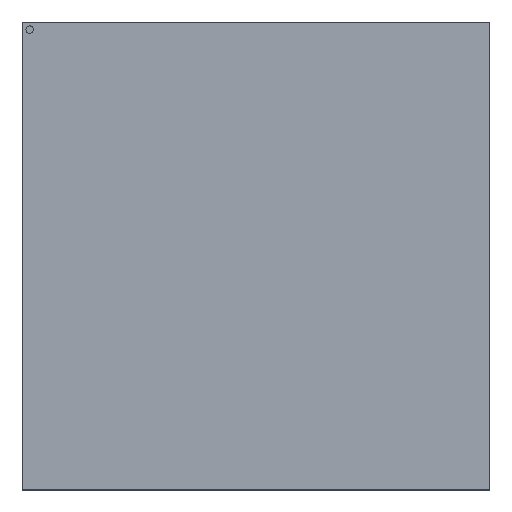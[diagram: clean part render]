
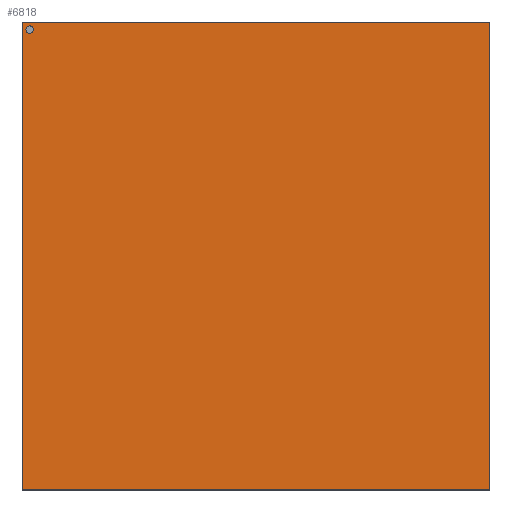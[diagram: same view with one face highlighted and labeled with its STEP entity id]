
A CAD part, top view. The second image highlights one B-rep face of the part: STEP entity #6818.
In plain terms, the highlighted planar face has unit normal (0, 0, 1).
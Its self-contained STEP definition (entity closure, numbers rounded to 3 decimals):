
#101 = PLANE('',#102);
#102 = AXIS2_PLACEMENT_3D('',#103,#104,#105);
#103 = CARTESIAN_POINT('',(-9.5,9.5,0.15));
#104 = DIRECTION('',(0.,-1.,0.));
#105 = DIRECTION('',(0.,0.,1.));
#129 = PLANE('',#130);
#130 = AXIS2_PLACEMENT_3D('',#131,#132,#133);
#131 = CARTESIAN_POINT('',(-9.5,9.5,0.15));
#132 = DIRECTION('',(1.,0.,0.));
#133 = DIRECTION('',(0.,0.,1.));
#157 = PLANE('',#158);
#158 = AXIS2_PLACEMENT_3D('',#159,#160,#161);
#159 = CARTESIAN_POINT('',(-9.5,-9.5,0.15));
#160 = DIRECTION('',(0.,-1.,0.));
#161 = DIRECTION('',(0.,0.,1.));
#183 = PLANE('',#184);
#184 = AXIS2_PLACEMENT_3D('',#185,#186,#187);
#185 = CARTESIAN_POINT('',(9.5,9.5,0.15));
#186 = DIRECTION('',(1.,0.,0.));
#187 = DIRECTION('',(0.,0.,1.));
#3519 = VERTEX_POINT('',#3520);
#3520 = CARTESIAN_POINT('',(-9.5,9.5,1.1));
#3543 = VERTEX_POINT('',#3544);
#3544 = CARTESIAN_POINT('',(9.5,9.5,1.1));
#3565 = EDGE_CURVE('',#3519,#3543,#3566,.T.);
#3566 = SURFACE_CURVE('',#3567,(#3571,#3578),.PCURVE_S1.);
#3567 = LINE('',#3568,#3569);
#3568 = CARTESIAN_POINT('',(-9.5,9.5,1.1));
#3569 = VECTOR('',#3570,1.);
#3570 = DIRECTION('',(1.,0.,0.));
#3571 = PCURVE('',#101,#3572);
#3572 = DEFINITIONAL_REPRESENTATION('',(#3573),#3577);
#3573 = LINE('',#3574,#3575);
#3574 = CARTESIAN_POINT('',(0.95,0.));
#3575 = VECTOR('',#3576,1.);
#3576 = DIRECTION('',(0.,-1.));
#3577 = ( GEOMETRIC_REPRESENTATION_CONTEXT(2)
PARAMETRIC_REPRESENTATION_CONTEXT() REPRESENTATION_CONTEXT('2D SPACE',''
) );
#3578 = PCURVE('',#3579,#3584);
#3579 = PLANE('',#3580);
#3580 = AXIS2_PLACEMENT_3D('',#3581,#3582,#3583);
#3581 = CARTESIAN_POINT('',(-9.5,9.5,1.1));
#3582 = DIRECTION('',(0.,0.,1.));
#3583 = DIRECTION('',(0.,-1.,0.));
#3584 = DEFINITIONAL_REPRESENTATION('',(#3585),#3589);
#3585 = LINE('',#3586,#3587);
#3586 = CARTESIAN_POINT('',(0.,0.));
#3587 = VECTOR('',#3588,1.);
#3588 = DIRECTION('',(0.,1.));
#3589 = ( GEOMETRIC_REPRESENTATION_CONTEXT(2)
PARAMETRIC_REPRESENTATION_CONTEXT() REPRESENTATION_CONTEXT('2D SPACE',''
) );
#3596 = EDGE_CURVE('',#3543,#3597,#3599,.T.);
#3597 = VERTEX_POINT('',#3598);
#3598 = CARTESIAN_POINT('',(9.5,-9.5,1.1));
#3599 = SURFACE_CURVE('',#3600,(#3604,#3611),.PCURVE_S1.);
#3600 = LINE('',#3601,#3602);
#3601 = CARTESIAN_POINT('',(9.5,9.5,1.1));
#3602 = VECTOR('',#3603,1.);
#3603 = DIRECTION('',(0.,-1.,0.));
#3604 = PCURVE('',#183,#3605);
#3605 = DEFINITIONAL_REPRESENTATION('',(#3606),#3610);
#3606 = LINE('',#3607,#3608);
#3607 = CARTESIAN_POINT('',(0.95,0.));
#3608 = VECTOR('',#3609,1.);
#3609 = DIRECTION('',(0.,1.));
#3610 = ( GEOMETRIC_REPRESENTATION_CONTEXT(2)
PARAMETRIC_REPRESENTATION_CONTEXT() REPRESENTATION_CONTEXT('2D SPACE',''
) );
#3611 = PCURVE('',#3579,#3612);
#3612 = DEFINITIONAL_REPRESENTATION('',(#3613),#3617);
#3613 = LINE('',#3614,#3615);
#3614 = CARTESIAN_POINT('',(0.,19.));
#3615 = VECTOR('',#3616,1.);
#3616 = DIRECTION('',(1.,0.));
#3617 = ( GEOMETRIC_REPRESENTATION_CONTEXT(2)
PARAMETRIC_REPRESENTATION_CONTEXT() REPRESENTATION_CONTEXT('2D SPACE',''
) );
#3645 = EDGE_CURVE('',#3519,#3646,#3648,.T.);
#3646 = VERTEX_POINT('',#3647);
#3647 = CARTESIAN_POINT('',(-9.5,-9.5,1.1));
#3648 = SURFACE_CURVE('',#3649,(#3653,#3660),.PCURVE_S1.);
#3649 = LINE('',#3650,#3651);
#3650 = CARTESIAN_POINT('',(-9.5,9.5,1.1));
#3651 = VECTOR('',#3652,1.);
#3652 = DIRECTION('',(0.,-1.,0.));
#3653 = PCURVE('',#129,#3654);
#3654 = DEFINITIONAL_REPRESENTATION('',(#3655),#3659);
#3655 = LINE('',#3656,#3657);
#3656 = CARTESIAN_POINT('',(0.95,0.));
#3657 = VECTOR('',#3658,1.);
#3658 = DIRECTION('',(0.,1.));
#3659 = ( GEOMETRIC_REPRESENTATION_CONTEXT(2)
PARAMETRIC_REPRESENTATION_CONTEXT() REPRESENTATION_CONTEXT('2D SPACE',''
) );
#3660 = PCURVE('',#3579,#3661);
#3661 = DEFINITIONAL_REPRESENTATION('',(#3662),#3666);
#3662 = LINE('',#3663,#3664);
#3663 = CARTESIAN_POINT('',(0.,0.));
#3664 = VECTOR('',#3665,1.);
#3665 = DIRECTION('',(1.,0.));
#3666 = ( GEOMETRIC_REPRESENTATION_CONTEXT(2)
PARAMETRIC_REPRESENTATION_CONTEXT() REPRESENTATION_CONTEXT('2D SPACE',''
) );
#3695 = EDGE_CURVE('',#3646,#3597,#3696,.T.);
#3696 = SURFACE_CURVE('',#3697,(#3701,#3708),.PCURVE_S1.);
#3697 = LINE('',#3698,#3699);
#3698 = CARTESIAN_POINT('',(-9.5,-9.5,1.1));
#3699 = VECTOR('',#3700,1.);
#3700 = DIRECTION('',(1.,0.,0.));
#3701 = PCURVE('',#157,#3702);
#3702 = DEFINITIONAL_REPRESENTATION('',(#3703),#3707);
#3703 = LINE('',#3704,#3705);
#3704 = CARTESIAN_POINT('',(0.95,0.));
#3705 = VECTOR('',#3706,1.);
#3706 = DIRECTION('',(0.,-1.));
#3707 = ( GEOMETRIC_REPRESENTATION_CONTEXT(2)
PARAMETRIC_REPRESENTATION_CONTEXT() REPRESENTATION_CONTEXT('2D SPACE',''
) );
#3708 = PCURVE('',#3579,#3709);
#3709 = DEFINITIONAL_REPRESENTATION('',(#3710),#3714);
#3710 = LINE('',#3711,#3712);
#3711 = CARTESIAN_POINT('',(19.,0.));
#3712 = VECTOR('',#3713,1.);
#3713 = DIRECTION('',(0.,1.));
#3714 = ( GEOMETRIC_REPRESENTATION_CONTEXT(2)
PARAMETRIC_REPRESENTATION_CONTEXT() REPRESENTATION_CONTEXT('2D SPACE',''
) );
#6818 = ADVANCED_FACE('',(#6819,#6825),#3579,.T.);
#6819 = FACE_BOUND('',#6820,.T.);
#6820 = EDGE_LOOP('',(#6821,#6822,#6823,#6824));
#6821 = ORIENTED_EDGE('',*,*,#3565,.F.);
#6822 = ORIENTED_EDGE('',*,*,#3645,.T.);
#6823 = ORIENTED_EDGE('',*,*,#3695,.T.);
#6824 = ORIENTED_EDGE('',*,*,#3596,.F.);
#6825 = FACE_BOUND('',#6826,.T.);
#6826 = EDGE_LOOP('',(#6827));
#6827 = ORIENTED_EDGE('',*,*,#6828,.T.);
#6828 = EDGE_CURVE('',#6829,#6829,#6831,.T.);
#6829 = VERTEX_POINT('',#6830);
#6830 = CARTESIAN_POINT('',(-9.19,9.04,1.1));
#6831 = SURFACE_CURVE('',#6832,(#6837,#6848),.PCURVE_S1.);
#6832 = CIRCLE('',#6833,0.15);
#6833 = AXIS2_PLACEMENT_3D('',#6834,#6835,#6836);
#6834 = CARTESIAN_POINT('',(-9.19,9.19,1.1));
#6835 = DIRECTION('',(0.,-0.,-1.));
#6836 = DIRECTION('',(0.,-1.,0.));
#6837 = PCURVE('',#3579,#6838);
#6838 = DEFINITIONAL_REPRESENTATION('',(#6839),#6847);
#6839 = ( BOUNDED_CURVE() B_SPLINE_CURVE(2,(#6840,#6841,#6842,#6843,
#6844,#6845,#6846),.UNSPECIFIED.,.T.,.F.) B_SPLINE_CURVE_WITH_KNOTS((1,2
,2,2,2,1),(-2.094,0.,2.094,4.189,
6.283,8.378),.UNSPECIFIED.) CURVE()
GEOMETRIC_REPRESENTATION_ITEM() RATIONAL_B_SPLINE_CURVE((1.,0.5,1.,0.5,
1.,0.5,1.)) REPRESENTATION_ITEM('') );
#6840 = CARTESIAN_POINT('',(0.46,0.31));
#6841 = CARTESIAN_POINT('',(0.46,0.05));
#6842 = CARTESIAN_POINT('',(0.235,0.18));
#6843 = CARTESIAN_POINT('',(0.01,0.31));
#6844 = CARTESIAN_POINT('',(0.235,0.44));
#6845 = CARTESIAN_POINT('',(0.46,0.57));
#6846 = CARTESIAN_POINT('',(0.46,0.31));
#6847 = ( GEOMETRIC_REPRESENTATION_CONTEXT(2)
PARAMETRIC_REPRESENTATION_CONTEXT() REPRESENTATION_CONTEXT('2D SPACE',''
) );
#6848 = PCURVE('',#6849,#6854);
#6849 = CYLINDRICAL_SURFACE('',#6850,0.15);
#6850 = AXIS2_PLACEMENT_3D('',#6851,#6852,#6853);
#6851 = CARTESIAN_POINT('',(-9.19,9.19,1.11));
#6852 = DIRECTION('',(0.,0.,-1.));
#6853 = DIRECTION('',(0.,-1.,0.));
#6854 = DEFINITIONAL_REPRESENTATION('',(#6855),#6859);
#6855 = LINE('',#6856,#6857);
#6856 = CARTESIAN_POINT('',(-6.283,0.01));
#6857 = VECTOR('',#6858,1.);
#6858 = DIRECTION('',(1.,-0.));
#6859 = ( GEOMETRIC_REPRESENTATION_CONTEXT(2)
PARAMETRIC_REPRESENTATION_CONTEXT() REPRESENTATION_CONTEXT('2D SPACE',''
) );
